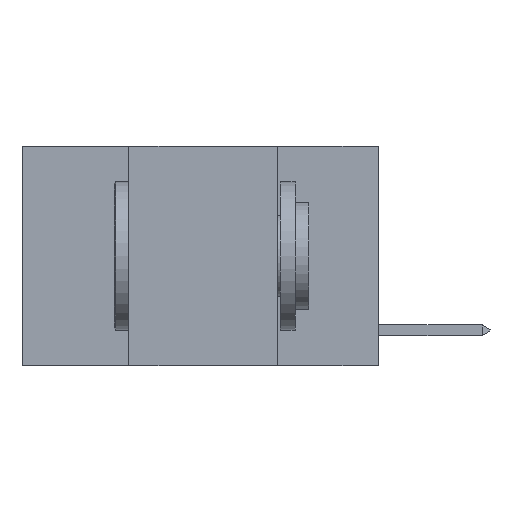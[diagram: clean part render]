
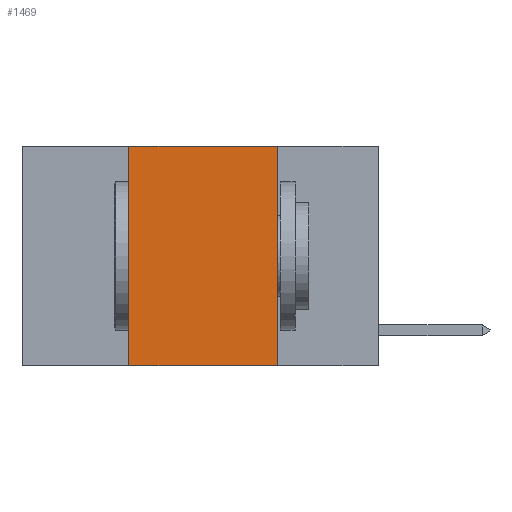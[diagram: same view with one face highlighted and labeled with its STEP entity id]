
A CAD part, left-side view. The second image highlights one B-rep face of the part: STEP entity #1469.
In plain terms, the highlighted planar face has unit normal (-1, 0, 0).
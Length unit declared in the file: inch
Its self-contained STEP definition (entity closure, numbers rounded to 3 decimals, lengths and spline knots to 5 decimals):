
#11 = DIRECTION ( 'NONE',  ( 0., -1., 0. ) ) ;
#207 = CARTESIAN_POINT ( 'NONE',  ( 0., 0.6, 0. ) ) ;
#1456 = DIRECTION ( 'NONE',  ( 0., 0., 1. ) ) ;
#1457 = CARTESIAN_POINT ( 'NONE',  ( 0., 0.6, 0. ) ) ;
#1469 = ADVANCED_FACE ( 'NONE', ( #2257 ), #2353, .F. ) ;
#1609 = LINE ( 'NONE', #5451, #3391 ) ;
#1778 = VECTOR ( 'NONE', #9377, 39.37008 ) ;
#1963 = VECTOR ( 'NONE', #1456, 39.37008 ) ;
#2004 = VECTOR ( 'NONE', #11, 39.37008 ) ;
#2257 = FACE_OUTER_BOUND ( 'NONE', #8660, .T. ) ;
#2353 = PLANE ( 'NONE',  #2426 ) ;
#2393 = VERTEX_POINT ( 'NONE', #7184 ) ;
#2426 = AXIS2_PLACEMENT_3D ( 'NONE', #1457, #9033, #4394 ) ;
#2648 = CARTESIAN_POINT ( 'NONE',  ( 0., 0.17, -0.37 ) ) ;
#3305 = ORIENTED_EDGE ( 'NONE', *, *, #7150, .F. ) ;
#3391 = VECTOR ( 'NONE', #6303, 39.37008 ) ;
#3499 = CARTESIAN_POINT ( 'NONE',  ( 0., 0.42, 0. ) ) ;
#3635 = ORIENTED_EDGE ( 'NONE', *, *, #9740, .F. ) ;
#3642 = EDGE_CURVE ( 'NONE', #8183, #8358, #4454, .T. ) ;
#3999 = LINE ( 'NONE', #207, #1778 ) ;
#4394 = DIRECTION ( 'NONE',  ( 0., 0., -1. ) ) ;
#4454 = LINE ( 'NONE', #6854, #2004 ) ;
#4549 = LINE ( 'NONE', #5256, #1963 ) ;
#4922 = VERTEX_POINT ( 'NONE', #3499 ) ;
#5256 = CARTESIAN_POINT ( 'NONE',  ( 0., 0.42, 0. ) ) ;
#5451 = CARTESIAN_POINT ( 'NONE',  ( 0., 0.17, 0. ) ) ;
#5802 = ORIENTED_EDGE ( 'NONE', *, *, #6690, .F. ) ;
#6303 = DIRECTION ( 'NONE',  ( 0., 0., -1. ) ) ;
#6690 = EDGE_CURVE ( 'NONE', #2393, #8358, #1609, .T. ) ;
#6854 = CARTESIAN_POINT ( 'NONE',  ( 0., 0.6, -0.37 ) ) ;
#7150 = EDGE_CURVE ( 'NONE', #8183, #4922, #4549, .T. ) ;
#7184 = CARTESIAN_POINT ( 'NONE',  ( 0., 0.17, 0. ) ) ;
#8183 = VERTEX_POINT ( 'NONE', #8393 ) ;
#8358 = VERTEX_POINT ( 'NONE', #2648 ) ;
#8393 = CARTESIAN_POINT ( 'NONE',  ( 0., 0.42, -0.37 ) ) ;
#8660 = EDGE_LOOP ( 'NONE', ( #5802, #3635, #3305, #9654 ) ) ;
#9033 = DIRECTION ( 'NONE',  ( 1., 0., 0. ) ) ;
#9377 = DIRECTION ( 'NONE',  ( 0., -1., 0. ) ) ;
#9654 = ORIENTED_EDGE ( 'NONE', *, *, #3642, .T. ) ;
#9740 = EDGE_CURVE ( 'NONE', #4922, #2393, #3999, .T. ) ;
